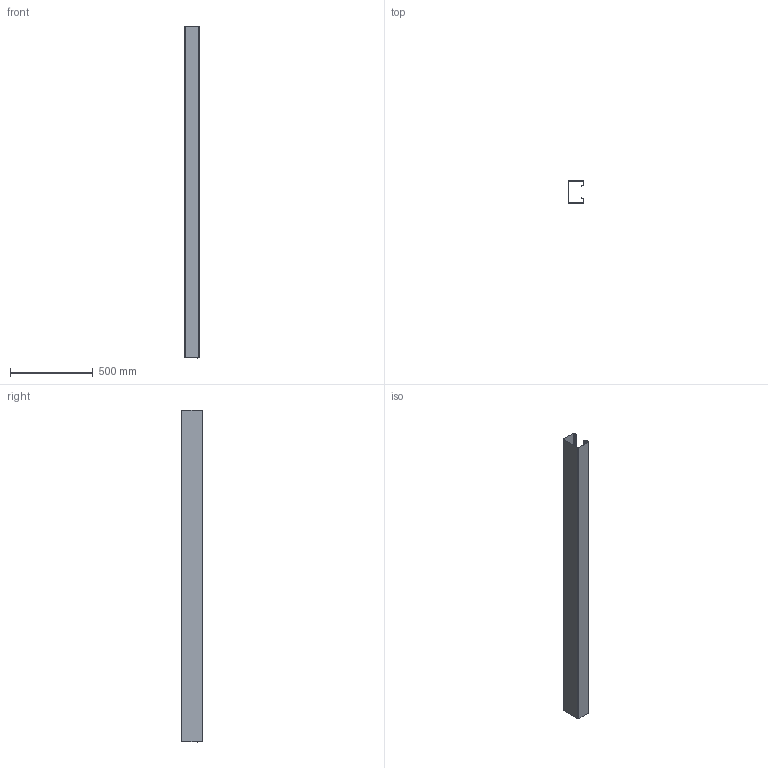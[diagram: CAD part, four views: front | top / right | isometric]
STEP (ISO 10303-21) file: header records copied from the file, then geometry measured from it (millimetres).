
FILE_DESCRIPTION (( 'STEP AP214' ), '1' );
FILE_NAME ('6277300.stp', '2016-05-26T07:27:16', ( '' ), ( '' ), 'SwSTEP 2.0', 'SolidWorks 2014', '' );
FILE_SCHEMA (( 'AUTOMOTIVE_DESIGN' ));
Length unit declared in the file: millimetre
Products named in the file (1): 6277300
Bounding box: 90 x 130 x 2000 mm (x, y, z)
Volume: 778179.9 mm3; surface area: 1561138 mm2
Topology: 1 solids, 1 shells, 86 faces, 172 edges, 88 vertices
Faces by surface type: plane 66, cylinder 20
Entity records: 2150 total; most frequent: DIRECTION 386, CARTESIAN_POINT 347, ORIENTED_EDGE 344, EDGE_CURVE 172, VECTOR 132, LINE 132, AXIS2_PLACEMENT_3D 127, VERTEX_POINT 88
